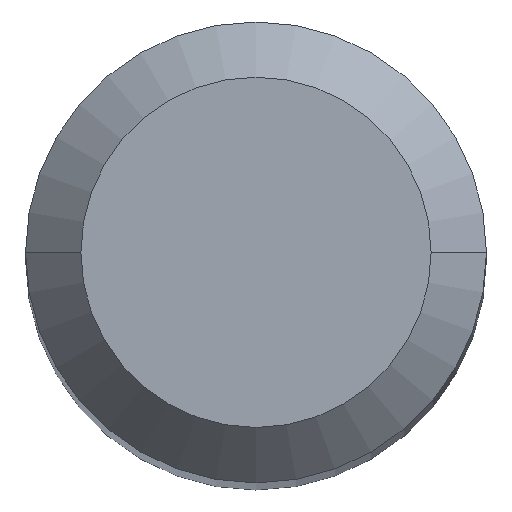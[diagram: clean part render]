
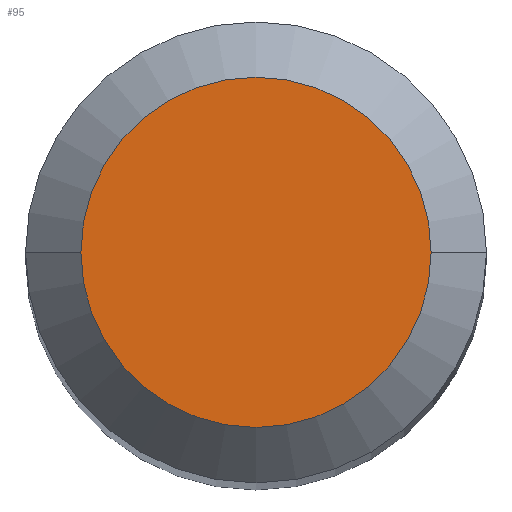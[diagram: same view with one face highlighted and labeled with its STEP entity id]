
A CAD part, top view. The second image highlights one B-rep face of the part: STEP entity #95.
In plain terms, the highlighted planar face has unit normal (0, 0, 1).
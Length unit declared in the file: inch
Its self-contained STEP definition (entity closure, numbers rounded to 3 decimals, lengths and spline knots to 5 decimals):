
#3 = CIRCLE ( 'NONE', #179, 0.0475 ) ;
#48 = CIRCLE ( 'NONE', #86, 0.0475 ) ;
#69 = CARTESIAN_POINT ( 'NONE',  ( 0., 0.0475, 0. ) ) ;
#86 = AXIS2_PLACEMENT_3D ( 'NONE', #419, #424, #100 ) ;
#95 = ADVANCED_FACE ( 'NONE', ( #347 ), #283, .F. ) ;
#100 = DIRECTION ( 'NONE',  ( 1., 0., 0. ) ) ;
#113 = EDGE_CURVE ( 'NONE', #398, #163, #48, .T. ) ;
#163 = VERTEX_POINT ( 'NONE', #322 ) ;
#179 = AXIS2_PLACEMENT_3D ( 'NONE', #271, #448, #202 ) ;
#189 = CARTESIAN_POINT ( 'NONE',  ( -0.0475, 0., 0. ) ) ;
#202 = DIRECTION ( 'NONE',  ( 1., 0., 0. ) ) ;
#213 = DIRECTION ( 'NONE',  ( 0., 0., -1. ) ) ;
#267 = ORIENTED_EDGE ( 'NONE', *, *, #429, .T. ) ;
#271 = CARTESIAN_POINT ( 'NONE',  ( 0., 0., 0. ) ) ;
#283 = PLANE ( 'NONE',  #417 ) ;
#306 = EDGE_LOOP ( 'NONE', ( #437, #267 ) ) ;
#308 = DIRECTION ( 'NONE',  ( -1., 0., 0. ) ) ;
#322 = CARTESIAN_POINT ( 'NONE',  ( 0.0475, 0., 0. ) ) ;
#347 = FACE_OUTER_BOUND ( 'NONE', #306, .T. ) ;
#398 = VERTEX_POINT ( 'NONE', #189 ) ;
#417 = AXIS2_PLACEMENT_3D ( 'NONE', #69, #213, #308 ) ;
#419 = CARTESIAN_POINT ( 'NONE',  ( 0., 0., 0. ) ) ;
#424 = DIRECTION ( 'NONE',  ( 0., 0., 1. ) ) ;
#429 = EDGE_CURVE ( 'NONE', #163, #398, #3, .T. ) ;
#437 = ORIENTED_EDGE ( 'NONE', *, *, #113, .T. ) ;
#448 = DIRECTION ( 'NONE',  ( 0., 0., 1. ) ) ;
